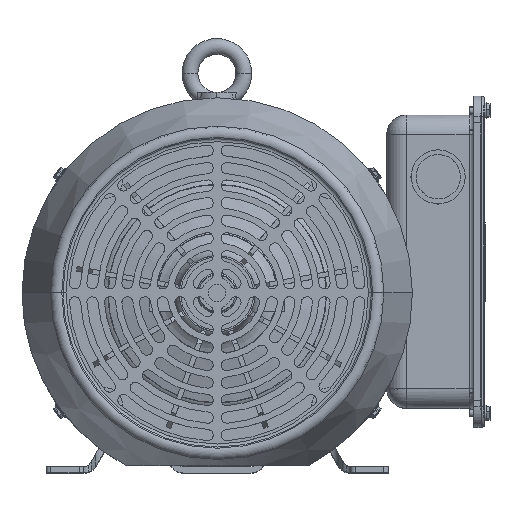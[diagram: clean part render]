
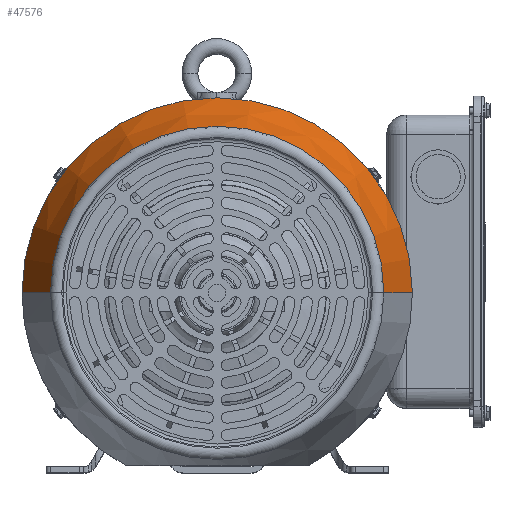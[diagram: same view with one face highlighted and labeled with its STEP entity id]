
A CAD part, top view. The second image highlights one B-rep face of the part: STEP entity #47576.
In plain terms, the highlighted conical face has half-angle 20 degrees and reference radius 123.2 mm.
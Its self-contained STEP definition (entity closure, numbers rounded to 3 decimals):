
#1572 = ORIENTED_EDGE ( 'NONE', *, *, #43043, .T. ) ;
#1755 = CARTESIAN_POINT ( 'NONE',  ( -123.2, 0., 57.212 ) ) ;
#4252 = LINE ( 'NONE', #53960, #90129 ) ;
#9453 = ORIENTED_EDGE ( 'NONE', *, *, #65256, .F. ) ;
#14465 = CIRCLE ( 'NONE', #24601, 105.184 ) ;
#17058 = CARTESIAN_POINT ( 'NONE',  ( 0., 0., 106.71 ) ) ;
#18571 = CARTESIAN_POINT ( 'NONE',  ( 123.2, 0., 57.212 ) ) ;
#19925 = CARTESIAN_POINT ( 'NONE',  ( 0., 0., 57.212 ) ) ;
#20890 = DIRECTION ( 'NONE',  ( 0.342, 0., -0.94 ) ) ;
#24601 = AXIS2_PLACEMENT_3D ( 'NONE', #17058, #75211, #25406 ) ;
#24662 = DIRECTION ( 'NONE',  ( -1., 0., 0. ) ) ;
#25256 = LINE ( 'NONE', #46486, #64256 ) ;
#25406 = DIRECTION ( 'NONE',  ( -1., 0., 0. ) ) ;
#25517 = VERTEX_POINT ( 'NONE', #51123 ) ;
#26395 = ORIENTED_EDGE ( 'NONE', *, *, #56515, .F. ) ;
#28314 = DIRECTION ( 'NONE',  ( -1., 0., 0. ) ) ;
#33707 = CONICAL_SURFACE ( 'NONE', #57031, 123.2, 0.349 ) ;
#33999 = AXIS2_PLACEMENT_3D ( 'NONE', #19925, #78111, #28314 ) ;
#36873 = EDGE_CURVE ( 'NONE', #25517, #79478, #14465, .T. ) ;
#41411 = DIRECTION ( 'NONE',  ( 0., 0., -1. ) ) ;
#43043 = EDGE_CURVE ( 'NONE', #79478, #53505, #4252, .T. ) ;
#46486 = CARTESIAN_POINT ( 'NONE',  ( -123.2, 0., 57.212 ) ) ;
#47576 = ADVANCED_FACE ( 'NONE', ( #80478 ), #33707, .T. ) ;
#51123 = CARTESIAN_POINT ( 'NONE',  ( -105.184, 0., 106.71 ) ) ;
#52463 = EDGE_LOOP ( 'NONE', ( #56448, #1572, #26395, #9453 ) ) ;
#53505 = VERTEX_POINT ( 'NONE', #18571 ) ;
#53960 = CARTESIAN_POINT ( 'NONE',  ( 123.2, 0., 57.212 ) ) ;
#56448 = ORIENTED_EDGE ( 'NONE', *, *, #36873, .T. ) ;
#56515 = EDGE_CURVE ( 'NONE', #70904, #53505, #77551, .T. ) ;
#57031 = AXIS2_PLACEMENT_3D ( 'NONE', #82788, #41411, #24662 ) ;
#64256 = VECTOR ( 'NONE', #104547, 1000. ) ;
#65256 = EDGE_CURVE ( 'NONE', #25517, #70904, #25256, .T. ) ;
#70904 = VERTEX_POINT ( 'NONE', #1755 ) ;
#75211 = DIRECTION ( 'NONE',  ( 0., 0., -1. ) ) ;
#77551 = CIRCLE ( 'NONE', #33999, 123.2 ) ;
#78111 = DIRECTION ( 'NONE',  ( 0., 0., -1. ) ) ;
#79478 = VERTEX_POINT ( 'NONE', #81412 ) ;
#80478 = FACE_OUTER_BOUND ( 'NONE', #52463, .T. ) ;
#81412 = CARTESIAN_POINT ( 'NONE',  ( 105.184, 0., 106.71 ) ) ;
#82788 = CARTESIAN_POINT ( 'NONE',  ( 0., 0., 57.212 ) ) ;
#90129 = VECTOR ( 'NONE', #20890, 1000. ) ;
#104547 = DIRECTION ( 'NONE',  ( -0.342, 0., -0.94 ) ) ;
